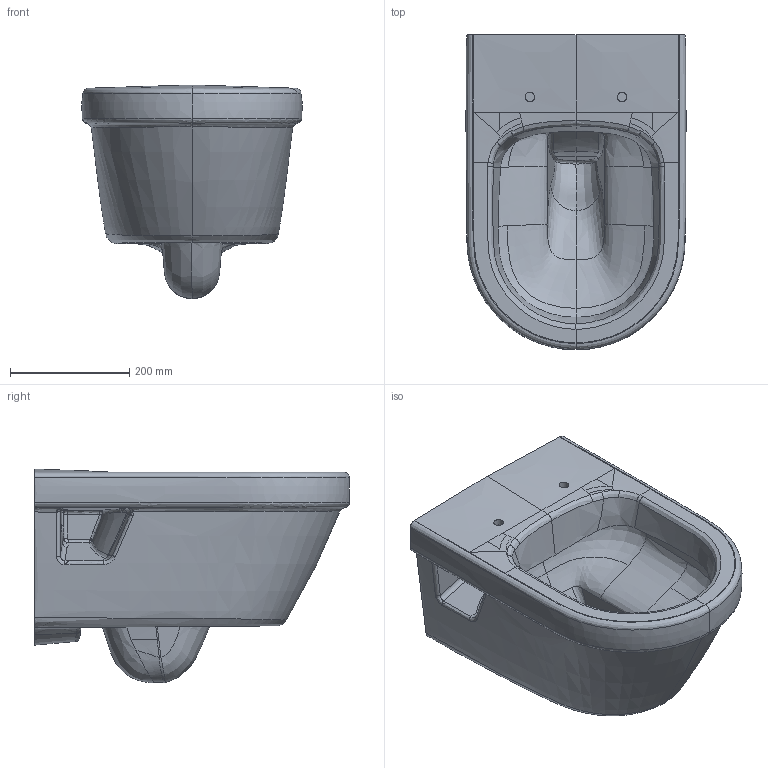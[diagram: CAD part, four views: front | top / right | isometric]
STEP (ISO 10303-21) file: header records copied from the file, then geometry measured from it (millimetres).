
FILE_DESCRIPTION(/* description */ (''),/* implementation_level */ '2;1');
FILE_NAME(/* name */ '5684R0_Omnia_Architectura_WWC.stp',/* time_stamp */ '2019-02-04T13:09:39+01:00',/* author */ (''),/* organization */ (''),/* preprocessor_version */ 'ST-DEVELOPER v16',/* originating_system */ 'SIEMENS PLM Software NX 10.0',/* authorisation */ '');
FILE_SCHEMA (('AUTOMOTIVE_DESIGN { 1 0 10303 214 3 1 1 1 }'));
Products named in the file (1): math19F098C8e1ul
Bounding box: 369.78 x 529.19 x 358.9 mm (x, y, z)
Volume: 24015690.2 mm3; surface area: 995776.3 mm2
Topology: 1 solids, 1 shells, 309 faces, 793 edges, 471 vertices
Faces by surface type: bspline 269, plane 24, cylinder 10, sphere 6
Full cylindrical faces by diameter (mm): 16 x2
Entity records: 39122 total; most frequent: CARTESIAN_POINT 34131, ORIENTED_EDGE 1542, EDGE_CURVE 771, B_SPLINE_CURVE_WITH_KNOTS 599, VERTEX_POINT 471, EDGE_LOOP 316, ADVANCED_FACE 309, FACE_OUTER_BOUND 302
